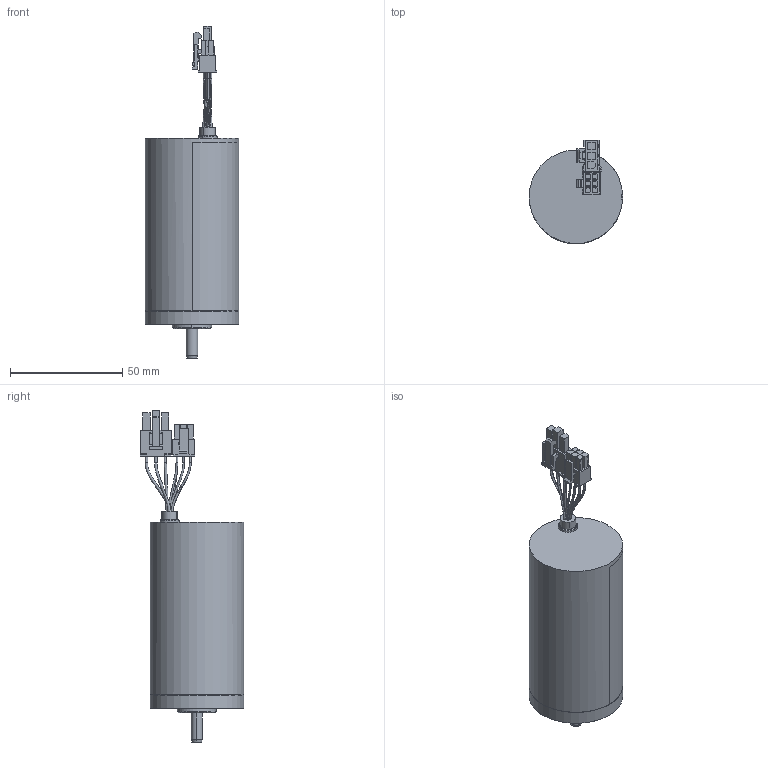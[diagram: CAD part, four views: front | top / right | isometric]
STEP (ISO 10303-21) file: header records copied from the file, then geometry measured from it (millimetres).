
FILE_DESCRIPTION((''),'2;1');
FILE_NAME('4611130001709_SW0001','2023-08-18T13:33:43',('ms10054'),(''),'CREO PARAMETRIC BY PTC INC, 2018100','CREO PARAMETRIC BY PTC INC, 2018100','');
FILE_SCHEMA(('CONFIG_CONTROL_DESIGN'));
Length unit declared in the file: millimetre
Products named in the file (1): 4611130001709_SW0001
Bounding box: 41.7 x 46.04 x 148.11 mm (x, y, z)
Volume: 116226 mm3; surface area: 17340.9 mm2
Topology: 2 solids, 2 shells, 327 faces, 869 edges, 562 vertices
Faces by surface type: plane 252, cylinder 51, bspline 16, cone 8
Entity records: 11964 total; most frequent: CARTESIAN_POINT 3796, ORIENTED_EDGE 1738, DIRECTION 1569, EDGE_CURVE 869, VECTOR 713, LINE 713, VERTEX_POINT 562, AXIS2_PLACEMENT_3D 428
